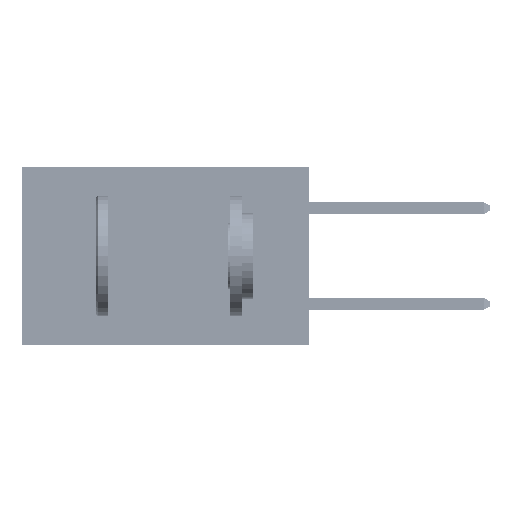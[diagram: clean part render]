
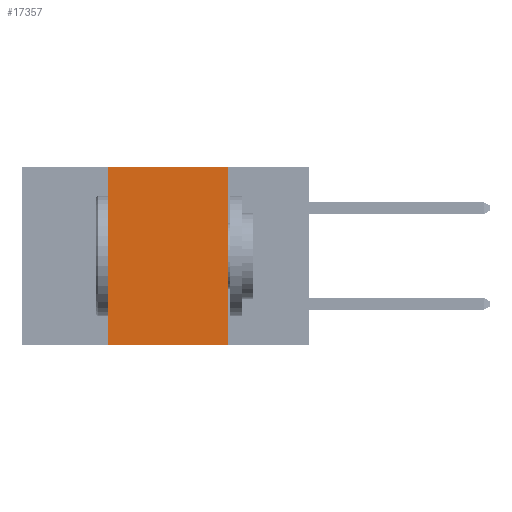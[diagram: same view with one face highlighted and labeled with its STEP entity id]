
A CAD part, left-side view. The second image highlights one B-rep face of the part: STEP entity #17357.
In plain terms, the highlighted planar face has unit normal (-1, 0, 0).
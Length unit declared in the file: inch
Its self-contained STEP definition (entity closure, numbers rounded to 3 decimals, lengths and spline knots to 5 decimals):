
#1272 = FACE_OUTER_BOUND ( 'NONE', #5223, .T. ) ;
#1619 = LINE ( 'NONE', #6911, #2242 ) ;
#2242 = VECTOR ( 'NONE', #47414, 39.37008 ) ;
#3368 = EDGE_CURVE ( 'NONE', #5443, #36292, #1619, .T. ) ;
#5223 = EDGE_LOOP ( 'NONE', ( #5347, #47583, #35726, #14060 ) ) ;
#5347 = ORIENTED_EDGE ( 'NONE', *, *, #3368, .F. ) ;
#5443 = VERTEX_POINT ( 'NONE', #33466 ) ;
#6803 = EDGE_CURVE ( 'NONE', #7635, #42872, #13792, .T. ) ;
#6911 = CARTESIAN_POINT ( 'NONE',  ( 0., 0.17, 0. ) ) ;
#7635 = VERTEX_POINT ( 'NONE', #47960 ) ;
#9758 = AXIS2_PLACEMENT_3D ( 'NONE', #46907, #34496, #9984 ) ;
#9984 = DIRECTION ( 'NONE',  ( 0., 0., -1. ) ) ;
#11576 = DIRECTION ( 'NONE',  ( 0., -1., 0. ) ) ;
#11986 = CARTESIAN_POINT ( 'NONE',  ( 0., 0.6, -0.37 ) ) ;
#12002 = VECTOR ( 'NONE', #11576, 39.37008 ) ;
#13773 = DIRECTION ( 'NONE',  ( 0., 0., 1. ) ) ;
#13792 = LINE ( 'NONE', #18035, #43075 ) ;
#14060 = ORIENTED_EDGE ( 'NONE', *, *, #31808, .T. ) ;
#17357 = ADVANCED_FACE ( 'NONE', ( #1272 ), #50245, .F. ) ;
#18035 = CARTESIAN_POINT ( 'NONE',  ( 0., 0.42, 0. ) ) ;
#18940 = CARTESIAN_POINT ( 'NONE',  ( 0., 0.42, 0. ) ) ;
#25475 = LINE ( 'NONE', #11986, #31748 ) ;
#31748 = VECTOR ( 'NONE', #44849, 39.37008 ) ;
#31808 = EDGE_CURVE ( 'NONE', #7635, #36292, #25475, .T. ) ;
#31851 = CARTESIAN_POINT ( 'NONE',  ( 0., 0.6, 0. ) ) ;
#32378 = EDGE_CURVE ( 'NONE', #42872, #5443, #42509, .T. ) ;
#32945 = CARTESIAN_POINT ( 'NONE',  ( 0., 0.17, -0.37 ) ) ;
#33466 = CARTESIAN_POINT ( 'NONE',  ( 0., 0.17, 0. ) ) ;
#34496 = DIRECTION ( 'NONE',  ( 1., 0., 0. ) ) ;
#35726 = ORIENTED_EDGE ( 'NONE', *, *, #6803, .F. ) ;
#36292 = VERTEX_POINT ( 'NONE', #32945 ) ;
#42509 = LINE ( 'NONE', #31851, #12002 ) ;
#42872 = VERTEX_POINT ( 'NONE', #18940 ) ;
#43075 = VECTOR ( 'NONE', #13773, 39.37008 ) ;
#44849 = DIRECTION ( 'NONE',  ( 0., -1., 0. ) ) ;
#46907 = CARTESIAN_POINT ( 'NONE',  ( 0., 0.6, 0. ) ) ;
#47414 = DIRECTION ( 'NONE',  ( 0., 0., -1. ) ) ;
#47583 = ORIENTED_EDGE ( 'NONE', *, *, #32378, .F. ) ;
#47960 = CARTESIAN_POINT ( 'NONE',  ( 0., 0.42, -0.37 ) ) ;
#50245 = PLANE ( 'NONE',  #9758 ) ;
